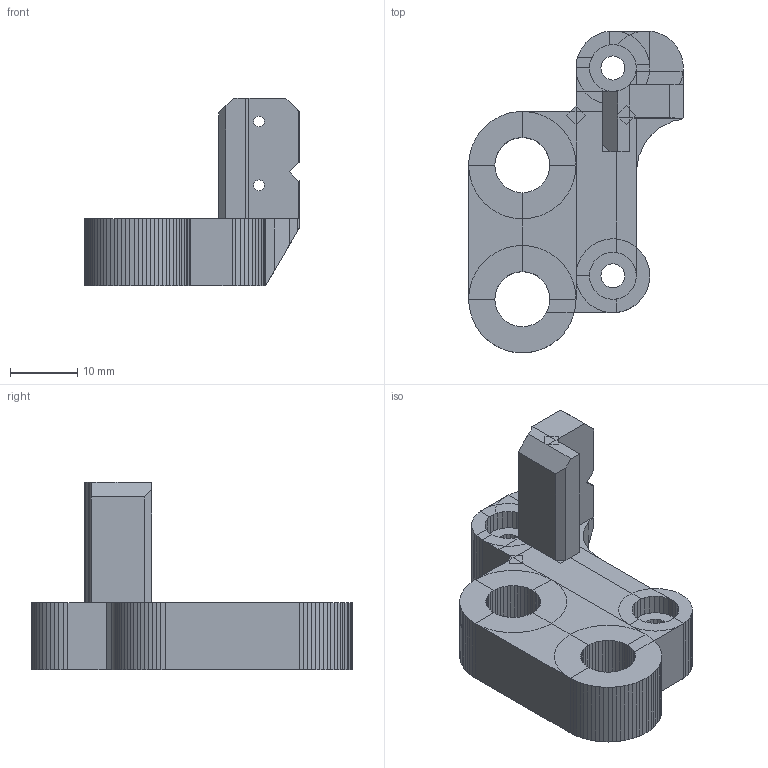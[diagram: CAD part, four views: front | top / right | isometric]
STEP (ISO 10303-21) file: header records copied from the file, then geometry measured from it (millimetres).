
FILE_DESCRIPTION(('FreeCAD Model'),'2;1');
FILE_NAME('y-motor.step','2016-12-12T03:36:22',('Author'),( ''),'Open CASCADE STEP processor 6.8','FreeCAD','Unknown');
FILE_SCHEMA(('AUTOMOTIVE_DESIGN_CC2 { 1 2 10303 214 -1 1 5 4 }'));
Length unit declared in the file: millimetre
Products named in the file (2): ASSEMBLY; y-motor
Assembly tree (1 placements, depth 2):
  ASSEMBLY
    y-motor
Bounding box: 32 x 48 x 28 mm (x, y, z)
Volume: 9792.5 mm3; surface area: 4714 mm2
Topology: 1 solids, 1 shells, 526 faces, 1795 edges, 1265 vertices
Faces by surface type: plane 486, bspline 40
Entity records: 53411 total; most frequent: CARTESIAN_POINT 20344, DIRECTION 5195, LINE 4219, VECTOR 4219, ORIENTED_EDGE 3590, PCURVE 3590, DEFINITIONAL_REPRESENTATION 3590, EDGE_CURVE 1795
